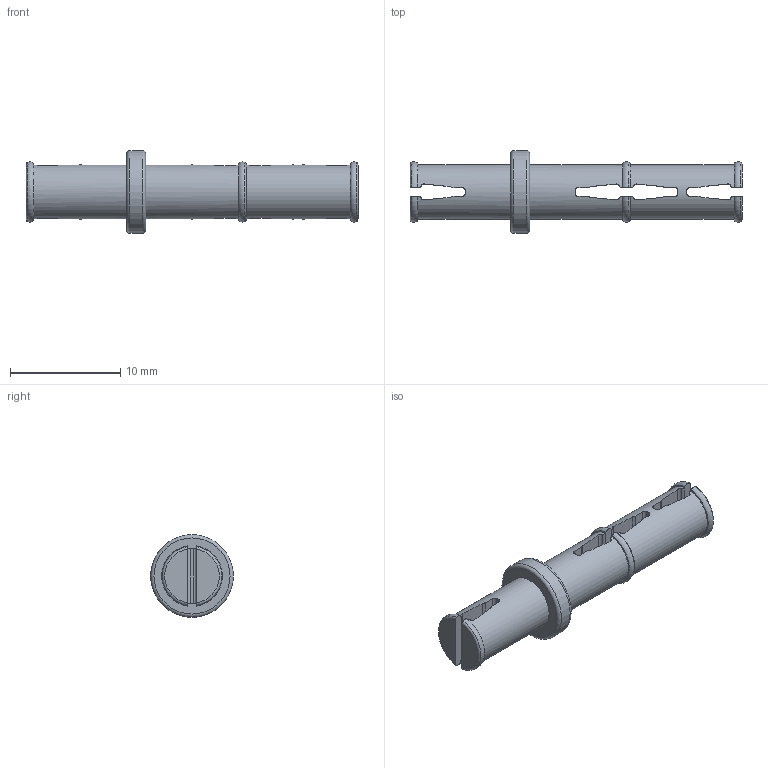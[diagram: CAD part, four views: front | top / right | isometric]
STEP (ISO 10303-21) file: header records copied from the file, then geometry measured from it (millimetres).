
FILE_DESCRIPTION(/* description */ ('','CAx-IF Rec.Pracs.---Representation and Presentation of Product Manufacturing Information (PMI)---4.0---2014-10-13'),/* implementation_level */ '2;1');
FILE_NAME(/* name */ 'CP2x1.stp',/* time_stamp */ '2019-02-12T00:29:40+01:00',/* author */ ('Varga Daniel'),/* organization */ (''),/* preprocessor_version */ 'ST-DEVELOPER v17.2',/* originating_system */ 'Autodesk Inventor 2019',/* authorisation */ '');
FILE_SCHEMA (('AP242_MANAGED_MODEL_BASED_3D_ENGINEERING_MIM_LF { 1 0 10303 442 1 1 4 }'));
Length unit declared in the file: millimetre
Products named in the file (1): CP2x1
Bounding box: 30.1 x 7.5 x 7.5 mm (x, y, z)
Volume: 530.5 mm3; surface area: 739.3 mm2
Topology: 1 solids, 1 shells, 90 faces, 274 edges, 186 vertices
Faces by surface type: plane 40, cylinder 36, torus 14
Full cylindrical faces by diameter (mm): 4.95 x3, 7.5 x1
Entity records: 3830 total; most frequent: CARTESIAN_POINT 1360, ORIENTED_EDGE 548, DIRECTION 460, EDGE_CURVE 274, VERTEX_POINT 186, AXIS2_PLACEMENT_3D 174, LINE 112, VECTOR 112
